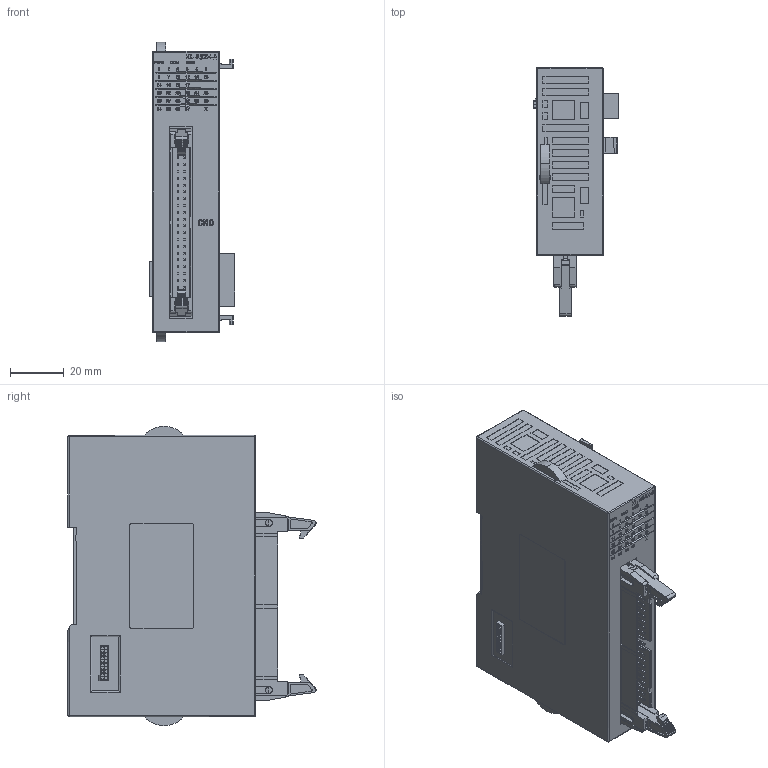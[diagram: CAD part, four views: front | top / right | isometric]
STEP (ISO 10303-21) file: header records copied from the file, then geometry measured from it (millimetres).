
FILE_DESCRIPTION(/* description */ (''),/* implementation_level */ '2;1');
FILE_NAME(/* name */ 'XL6CD9~1',/* time_stamp */ '2022-08-23T15:35:26+08:00',/* author */ (''),/* organization */ (''),/* preprocessor_version */ 'ST-DEVELOPER v16.5',/* originating_system */ '',/* authorisation */ '');
FILE_SCHEMA (('CONFIG_CONTROL_DESIGN'));
Length unit declared in the file: millimetre
Products named in the file (2): Document; 图块 01
Assembly tree (1 placements, depth 2):
  Document
    图块 01
Bounding box: 32.11 x 92.66 x 111.79 mm (x, y, z)
Volume: 184407.9 mm3; surface area: 30872.9 mm2
Topology: 1 solids, 94 shells, 1653 faces, 5165 edges, 3649 vertices
Faces by surface type: plane 1458, cylinder 159, bspline 36
Entity records: 54830 total; most frequent: CARTESIAN_POINT 21320, ORIENTED_EDGE 9346, EDGE_CURVE 5164, B_SPLINE_CURVE_WITH_KNOTS 4783, VERTEX_POINT 3649, EDGE_LOOP 1839, ADVANCED_FACE 1653, FACE_OUTER_BOUND 1653
